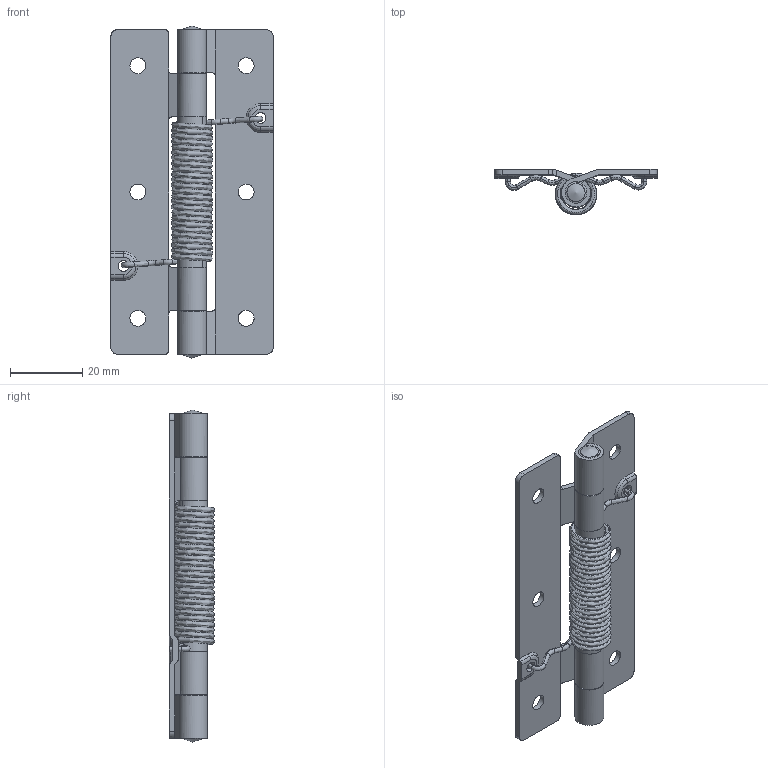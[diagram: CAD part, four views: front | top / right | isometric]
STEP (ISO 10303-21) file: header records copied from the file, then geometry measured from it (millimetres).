
FILE_DESCRIPTION((''),'2;1');
FILE_NAME('','2009-04-17T14:12:13',(''),(''),'','CADfix','');
FILE_SCHEMA(('AUTOMOTIVE_DESIGN { 1 0 10303 214 1 1 1 1 }'));
Length unit declared in the file: millimetre
Bounding box: 45 x 12.61 x 92 mm (x, y, z)
Volume: 10353.4 mm3; surface area: 14818.2 mm2
Topology: 4 solids, 4 shells, 154 faces, 540 edges, 400 vertices
Faces by surface type: bspline 154
Entity records: 21058 total; most frequent: CARTESIAN_POINT 17846, ORIENTED_EDGE 1080, EDGE_CURVE 540, VERTEX_POINT 400, B_SPLINE_CURVE_WITH_KNOTS 351, QUASI_UNIFORM_CURVE 186, EDGE_LOOP 176, FACE_OUTER_BOUND 154
